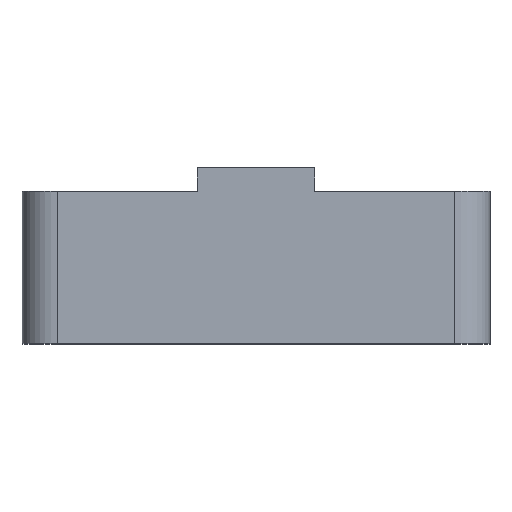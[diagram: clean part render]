
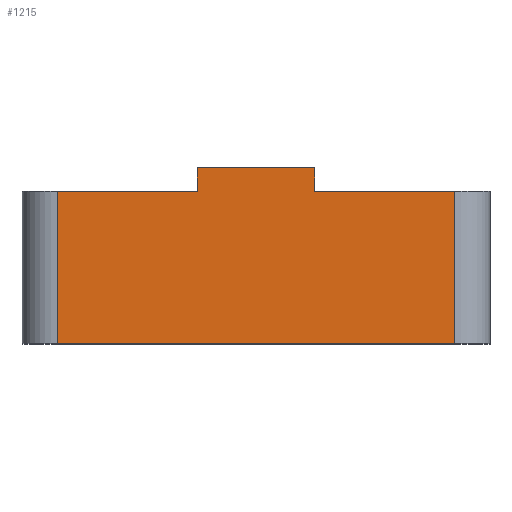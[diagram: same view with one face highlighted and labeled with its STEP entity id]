
A CAD part, top view. The second image highlights one B-rep face of the part: STEP entity #1215.
In plain terms, the highlighted planar face has unit normal (0, 0, 1).
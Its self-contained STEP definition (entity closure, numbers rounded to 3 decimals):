
#2 = CARTESIAN_POINT ( 'NONE',  ( -25., 13., 40. ) ) ;
#5 = LINE ( 'NONE', #529, #653 ) ;
#21 = ORIENTED_EDGE ( 'NONE', *, *, #1182, .T. ) ;
#58 = VERTEX_POINT ( 'NONE', #766 ) ;
#60 = VECTOR ( 'NONE', #502, 1000. ) ;
#78 = PLANE ( 'NONE',  #495 ) ;
#89 = CARTESIAN_POINT ( 'NONE',  ( -37., 0., 40. ) ) ;
#103 = LINE ( 'NONE', #2, #135 ) ;
#116 = DIRECTION ( 'NONE',  ( 1., 0., 0. ) ) ;
#135 = VECTOR ( 'NONE', #410, 1000. ) ;
#223 = DIRECTION ( 'NONE',  ( 0., 1., 0. ) ) ;
#238 = CARTESIAN_POINT ( 'NONE',  ( -15., 13., 40. ) ) ;
#244 = VERTEX_POINT ( 'NONE', #1121 ) ;
#264 = VECTOR ( 'NONE', #116, 1000. ) ;
#284 = LINE ( 'NONE', #299, #834 ) ;
#299 = CARTESIAN_POINT ( 'NONE',  ( -15., 13., 40. ) ) ;
#314 = LINE ( 'NONE', #836, #1110 ) ;
#323 = CARTESIAN_POINT ( 'NONE',  ( -37., 0., 40. ) ) ;
#328 = DIRECTION ( 'NONE',  ( 1., 0., 0. ) ) ;
#331 = VERTEX_POINT ( 'NONE', #414 ) ;
#340 = EDGE_CURVE ( 'NONE', #719, #331, #5, .T. ) ;
#382 = ORIENTED_EDGE ( 'NONE', *, *, #692, .F. ) ;
#392 = VERTEX_POINT ( 'NONE', #238 ) ;
#410 = DIRECTION ( 'NONE',  ( 0., 1., 0. ) ) ;
#414 = CARTESIAN_POINT ( 'NONE',  ( -3., 0., 40. ) ) ;
#433 = LINE ( 'NONE', #541, #264 ) ;
#451 = EDGE_CURVE ( 'NONE', #985, #244, #554, .T. ) ;
#473 = EDGE_LOOP ( 'NONE', ( #525, #21, #1146, #630, #746, #1073, #382, #725 ) ) ;
#478 = EDGE_CURVE ( 'NONE', #392, #244, #314, .T. ) ;
#492 = DIRECTION ( 'NONE',  ( 1., 0., 0. ) ) ;
#495 = AXIS2_PLACEMENT_3D ( 'NONE', #1225, #597, #492 ) ;
#502 = DIRECTION ( 'NONE',  ( 0., 1., 0. ) ) ;
#525 = ORIENTED_EDGE ( 'NONE', *, *, #340, .T. ) ;
#529 = CARTESIAN_POINT ( 'NONE',  ( -37., 0., 40. ) ) ;
#531 = CARTESIAN_POINT ( 'NONE',  ( -37., 13., 40. ) ) ;
#541 = CARTESIAN_POINT ( 'NONE',  ( -37., 13., 40. ) ) ;
#554 = LINE ( 'NONE', #852, #714 ) ;
#597 = DIRECTION ( 'NONE',  ( 0., 0., 1. ) ) ;
#630 = ORIENTED_EDGE ( 'NONE', *, *, #478, .T. ) ;
#632 = DIRECTION ( 'NONE',  ( 1., 0., 0. ) ) ;
#653 = VECTOR ( 'NONE', #328, 1000. ) ;
#685 = CARTESIAN_POINT ( 'NONE',  ( -3., 0., 40. ) ) ;
#692 = EDGE_CURVE ( 'NONE', #711, #882, #433, .T. ) ;
#703 = DIRECTION ( 'NONE',  ( 1., 0., 0. ) ) ;
#711 = VERTEX_POINT ( 'NONE', #531 ) ;
#714 = VECTOR ( 'NONE', #632, 1000. ) ;
#719 = VERTEX_POINT ( 'NONE', #323 ) ;
#725 = ORIENTED_EDGE ( 'NONE', *, *, #1318, .F. ) ;
#746 = ORIENTED_EDGE ( 'NONE', *, *, #451, .F. ) ;
#766 = CARTESIAN_POINT ( 'NONE',  ( -3., 13., 40. ) ) ;
#786 = EDGE_CURVE ( 'NONE', #882, #985, #103, .T. ) ;
#834 = VECTOR ( 'NONE', #703, 1000. ) ;
#836 = CARTESIAN_POINT ( 'NONE',  ( -15., 13., 40. ) ) ;
#852 = CARTESIAN_POINT ( 'NONE',  ( -25., 15., 40. ) ) ;
#859 = CARTESIAN_POINT ( 'NONE',  ( -25., 13., 40. ) ) ;
#882 = VERTEX_POINT ( 'NONE', #859 ) ;
#985 = VERTEX_POINT ( 'NONE', #988 ) ;
#988 = CARTESIAN_POINT ( 'NONE',  ( -25., 15., 40. ) ) ;
#1053 = VECTOR ( 'NONE', #1101, 1000. ) ;
#1073 = ORIENTED_EDGE ( 'NONE', *, *, #786, .F. ) ;
#1101 = DIRECTION ( 'NONE',  ( 0., 1., 0. ) ) ;
#1110 = VECTOR ( 'NONE', #223, 1000. ) ;
#1121 = CARTESIAN_POINT ( 'NONE',  ( -15., 15., 40. ) ) ;
#1146 = ORIENTED_EDGE ( 'NONE', *, *, #1229, .F. ) ;
#1182 = EDGE_CURVE ( 'NONE', #331, #58, #1201, .T. ) ;
#1201 = LINE ( 'NONE', #685, #1053 ) ;
#1206 = FACE_OUTER_BOUND ( 'NONE', #473, .T. ) ;
#1215 = ADVANCED_FACE ( 'NONE', ( #1206 ), #78, .T. ) ;
#1225 = CARTESIAN_POINT ( 'NONE',  ( -37., 0., 40. ) ) ;
#1229 = EDGE_CURVE ( 'NONE', #392, #58, #284, .T. ) ;
#1313 = LINE ( 'NONE', #89, #60 ) ;
#1318 = EDGE_CURVE ( 'NONE', #719, #711, #1313, .T. ) ;
